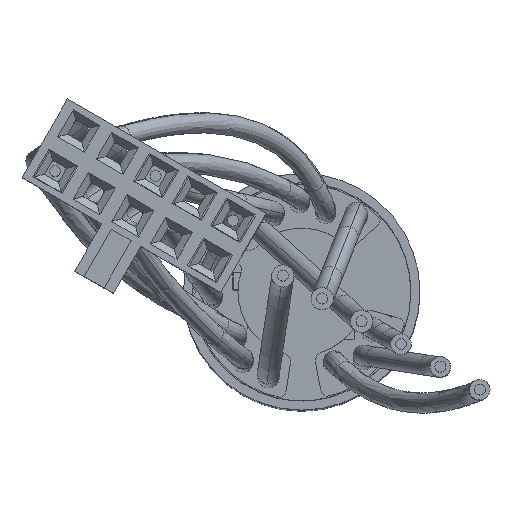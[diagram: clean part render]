
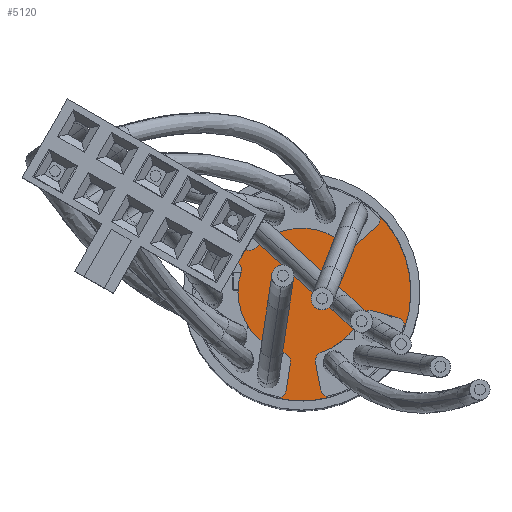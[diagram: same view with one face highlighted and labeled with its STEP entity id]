
A CAD part, top view. The second image highlights one B-rep face of the part: STEP entity #5120.
In plain terms, the highlighted planar face has unit normal (0, 0, 1).
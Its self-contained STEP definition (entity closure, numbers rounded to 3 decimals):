
#4488=CARTESIAN_POINT('',(0.,0.,45.45));
#4489=DIRECTION('',(0.,0.,1.));
#4490=DIRECTION('',(-0.246,-0.969,0.));
#4491=AXIS2_PLACEMENT_3D('',#4488,#4489,#4490);
#4531=CARTESIAN_POINT('',(1.536,-5.281,45.45));
#4532=DIRECTION('',(0.,0.,-1.));
#4533=DIRECTION('',(0.279,-0.96,0.));
#4534=AXIS2_PLACEMENT_3D('',#4531,#4532,#4533);
#4541=DIRECTION('',(0.156,0.988,0.));
#4542=VECTOR('',#4541,1.509);
#4543=CARTESIAN_POINT('',(-0.857,-5.41,45.45));
#4544=LINE('',#4543,#4542);
#4545=CARTESIAN_POINT('',(-5.175,1.862,45.45));
#4546=DIRECTION('',(0.,0.,1.));
#4547=DIRECTION('',(0.423,0.906,0.));
#4548=AXIS2_PLACEMENT_3D('',#4545,#4546,#4547);
#4550=CARTESIAN_POINT('',(0.,0.,45.45));
#4551=DIRECTION('',(0.,0.,1.));
#4552=DIRECTION('',(-0.741,0.672,0.));
#4553=AXIS2_PLACEMENT_3D('',#4550,#4551,#4552);
#4555=CARTESIAN_POINT('',(3.806,3.971,45.45));
#4556=DIRECTION('',(0.,0.,1.));
#4557=DIRECTION('',(0.656,-0.755,0.));
#4558=AXIS2_PLACEMENT_3D('',#4555,#4556,#4557);
#4560=CARTESIAN_POINT('',(0.,0.,45.45));
#4561=DIRECTION('',(0.,0.,1.));
#4562=DIRECTION('',(0.938,-0.346,0.));
#4563=AXIS2_PLACEMENT_3D('',#4560,#4561,#4562);
#4565=CARTESIAN_POINT('',(3.704,-1.51,45.45));
#4566=DIRECTION('',(0.,0.,1.));
#4567=DIRECTION('',(0.259,0.966,0.));
#4568=AXIS2_PLACEMENT_3D('',#4565,#4566,#4567);
#4570=CARTESIAN_POINT('',(1.248,-3.8,45.45));
#4571=DIRECTION('',(0.,0.,1.));
#4572=DIRECTION('',(-0.312,0.95,0.));
#4573=AXIS2_PLACEMENT_3D('',#4570,#4571,#4572);
#4575=CARTESIAN_POINT('',(-1.351,-5.332,45.45));
#4576=DIRECTION('',(0.,0.,1.));
#4577=DIRECTION('',(-0.246,-0.969,0.));
#4578=AXIS2_PLACEMENT_3D('',#4575,#4576,#4577);
#4580=CARTESIAN_POINT('',(-1.115,-3.842,45.45));
#4581=DIRECTION('',(0.,0.,-1.));
#4582=DIRECTION('',(0.279,0.96,0.));
#4583=AXIS2_PLACEMENT_3D('',#4580,#4581,#4582);
#4678=DIRECTION('',(0.755,0.656,0.));
#4679=VECTOR('',#4678,1.509);
#4680=CARTESIAN_POINT('',(2.995,2.604,45.45));
#4681=LINE('',#4680,#4679);
#4690=CARTESIAN_POINT('',(2.667,2.981,45.45));
#4691=DIRECTION('',(0.,0.,-1.));
#4692=DIRECTION('',(0.656,-0.755,0.));
#4693=AXIS2_PLACEMENT_3D('',#4690,#4691,#4692);
#4700=CARTESIAN_POINT('',(0.,0.,45.45));
#4701=DIRECTION('',(0.,0.,1.));
#4702=DIRECTION('',(0.667,0.745,0.));
#4703=AXIS2_PLACEMENT_3D('',#4700,#4701,#4702);
#4713=CARTESIAN_POINT('',(-2.869,2.788,45.45));
#4714=DIRECTION('',(0.,0.,-1.));
#4715=DIRECTION('',(0.717,-0.697,0.));
#4716=AXIS2_PLACEMENT_3D('',#4713,#4714,#4715);
#4723=DIRECTION('',(0.799,-0.602,0.));
#4724=VECTOR('',#4723,1.509);
#4725=CARTESIAN_POINT('',(-4.374,3.296,45.45));
#4726=LINE('',#4725,#4724);
#4735=CARTESIAN_POINT('',(-4.073,3.696,45.45));
#4736=DIRECTION('',(0.,0.,-1.));
#4737=DIRECTION('',(-0.602,-0.799,0.));
#4738=AXIS2_PLACEMENT_3D('',#4735,#4736,#4737);
#4745=DIRECTION('',(-0.906,0.423,0.));
#4746=VECTOR('',#4745,1.509);
#4747=CARTESIAN_POINT('',(-3.597,1.677,45.45));
#4748=LINE('',#4747,#4746);
#4757=CARTESIAN_POINT('',(-3.808,1.224,45.45));
#4758=DIRECTION('',(0.,0.,-1.));
#4759=DIRECTION('',(0.423,0.906,0.));
#4760=AXIS2_PLACEMENT_3D('',#4757,#4758,#4759);
#4767=CARTESIAN_POINT('',(0.,0.,45.45));
#4768=DIRECTION('',(0.,0.,1.));
#4769=DIRECTION('',(-0.952,0.306,0.));
#4770=AXIS2_PLACEMENT_3D('',#4767,#4768,#4769);
#4780=DIRECTION('',(0.191,-0.982,0.));
#4781=VECTOR('',#4780,1.509);
#4782=CARTESIAN_POINT('',(0.757,-3.896,45.45));
#4783=LINE('',#4782,#4781);
#4792=CARTESIAN_POINT('',(0.,0.,45.45));
#4793=DIRECTION('',(0.,0.,1.));
#4794=DIRECTION('',(0.312,-0.95,0.));
#4795=AXIS2_PLACEMENT_3D('',#4792,#4793,#4794);
#4805=DIRECTION('',(-0.966,0.259,0.));
#4806=VECTOR('',#4805,1.509);
#4807=CARTESIAN_POINT('',(5.291,-1.418,45.45));
#4808=LINE('',#4807,#4806);
#4817=CARTESIAN_POINT('',(5.161,-1.901,45.45));
#4818=DIRECTION('',(0.,0.,-1.));
#4819=DIRECTION('',(0.259,0.966,0.));
#4820=AXIS2_PLACEMENT_3D('',#4817,#4818,#4819);
#4891=CARTESIAN_POINT('',(-0.857,-5.41,45.45));
#4892=CARTESIAN_POINT('',(-0.621,-3.92,45.45));
#4893=VERTEX_POINT('',#4891);
#4894=VERTEX_POINT('',#4892);
#4895=CARTESIAN_POINT('',(-3.332,1.071,45.45));
#4896=CARTESIAN_POINT('',(-0.975,-3.361,45.45));
#4897=VERTEX_POINT('',#4895);
#4898=VERTEX_POINT('',#4896);
#4899=CARTESIAN_POINT('',(-3.597,1.677,45.45));
#4900=CARTESIAN_POINT('',(-4.964,2.315,45.45));
#4901=VERTEX_POINT('',#4899);
#4902=VERTEX_POINT('',#4900);
#4903=CARTESIAN_POINT('',(0.757,-3.896,45.45));
#4904=CARTESIAN_POINT('',(1.045,-5.377,45.45));
#4905=VERTEX_POINT('',#4903);
#4906=VERTEX_POINT('',#4904);
#4907=CARTESIAN_POINT('',(5.291,-1.418,45.45));
#4908=CARTESIAN_POINT('',(3.833,-1.027,45.45));
#4909=VERTEX_POINT('',#4907);
#4910=VERTEX_POINT('',#4908);
#4911=CARTESIAN_POINT('',(1.092,-3.325,45.45));
#4912=CARTESIAN_POINT('',(3.241,-1.321,45.45));
#4913=VERTEX_POINT('',#4911);
#4914=VERTEX_POINT('',#4912);
#4915=CARTESIAN_POINT('',(2.995,2.604,45.45));
#4916=CARTESIAN_POINT('',(4.134,3.593,45.45));
#4917=VERTEX_POINT('',#4915);
#4918=VERTEX_POINT('',#4916);
#4919=CARTESIAN_POINT('',(-4.374,3.296,45.45));
#4920=CARTESIAN_POINT('',(-3.169,2.388,45.45));
#4921=VERTEX_POINT('',#4919);
#4922=VERTEX_POINT('',#4920);
#4923=CARTESIAN_POINT('',(2.334,2.608,45.45));
#4924=CARTESIAN_POINT('',(-2.51,2.439,45.45));
#4925=VERTEX_POINT('',#4923);
#4926=VERTEX_POINT('',#4924);
#4927=CARTESIAN_POINT('',(-1.473,-5.816,45.45));
#4928=VERTEX_POINT('',#4927);
#4929=CARTESIAN_POINT('',(1.676,-5.761,45.45));
#4930=VERTEX_POINT('',#4929);
#4933=CARTESIAN_POINT('',(5.63,-2.073,45.45));
#4934=VERTEX_POINT('',#4933);
#4937=CARTESIAN_POINT('',(-5.646,2.031,45.45));
#4938=VERTEX_POINT('',#4937);
#4939=CARTESIAN_POINT('',(-4.444,4.032,45.45));
#4940=VERTEX_POINT('',#4939);
#4941=CARTESIAN_POINT('',(4.152,4.332,45.45));
#4942=VERTEX_POINT('',#4941);
#5069=CARTESIAN_POINT('',(0.,0.,45.45));
#5070=DIRECTION('',(0.,0.,1.));
#5071=DIRECTION('',(0.,1.,0.));
#5072=AXIS2_PLACEMENT_3D('',#5069,#5070,#5071);
#5073=PLANE('',#5072);
#5075=ORIENTED_EDGE('',*,*,#5074,.T.);
#5077=ORIENTED_EDGE('',*,*,#5076,.F.);
#5079=ORIENTED_EDGE('',*,*,#5078,.F.);
#5081=ORIENTED_EDGE('',*,*,#5080,.F.);
#5083=ORIENTED_EDGE('',*,*,#5082,.T.);
#5085=ORIENTED_EDGE('',*,*,#5084,.T.);
#5086=ORIENTED_EDGE('',*,*,#5021,.F.);
#5088=ORIENTED_EDGE('',*,*,#5087,.F.);
#5090=ORIENTED_EDGE('',*,*,#5089,.T.);
#5092=ORIENTED_EDGE('',*,*,#5091,.F.);
#5094=ORIENTED_EDGE('',*,*,#5093,.F.);
#5096=ORIENTED_EDGE('',*,*,#5095,.F.);
#5098=ORIENTED_EDGE('',*,*,#5097,.T.);
#5100=ORIENTED_EDGE('',*,*,#5099,.T.);
#5101=ORIENTED_EDGE('',*,*,#4997,.F.);
#5103=ORIENTED_EDGE('',*,*,#5102,.F.);
#5105=ORIENTED_EDGE('',*,*,#5104,.T.);
#5107=ORIENTED_EDGE('',*,*,#5106,.T.);
#5109=ORIENTED_EDGE('',*,*,#5108,.F.);
#5111=ORIENTED_EDGE('',*,*,#5110,.T.);
#5113=ORIENTED_EDGE('',*,*,#5112,.T.);
#5114=ORIENTED_EDGE('',*,*,#5059,.F.);
#5115=ORIENTED_EDGE('',*,*,#5013,.F.);
#5117=ORIENTED_EDGE('',*,*,#5116,.T.);
#5118=EDGE_LOOP('',(#5075,#5077,#5079,#5081,#5083,#5085,#5086,#5088,#5090,#5092,
#5094,#5096,#5098,#5100,#5101,#5103,#5105,#5107,#5109,#5111,#5113,#5114,#5115,
#5117));
#5119=FACE_OUTER_BOUND('',#5118,.F.);
#5120=ADVANCED_FACE('',(#5119),#5073,.T.);
#4492=CIRCLE('',#4491,6.);
#4535=CIRCLE('',#4534,0.5);
#4549=CIRCLE('',#4548,0.5);
#4554=CIRCLE('',#4553,6.);
#4559=CIRCLE('',#4558,0.5);
#4564=CIRCLE('',#4563,6.);
#4569=CIRCLE('',#4568,0.5);
#4574=CIRCLE('',#4573,0.5);
#4579=CIRCLE('',#4578,0.5);
#4584=CIRCLE('',#4583,0.5);
#4694=CIRCLE('',#4693,0.5);
#4704=CIRCLE('',#4703,3.5);
#4717=CIRCLE('',#4716,0.5);
#4739=CIRCLE('',#4738,0.5);
#4761=CIRCLE('',#4760,0.5);
#4771=CIRCLE('',#4770,3.5);
#4796=CIRCLE('',#4795,3.5);
#4821=CIRCLE('',#4820,0.5);
#4997=EDGE_CURVE('',#4934,#4942,#4564,.T.);
#5013=EDGE_CURVE('',#4928,#4930,#4492,.T.);
#5021=EDGE_CURVE('',#4940,#4938,#4554,.T.);
#5059=EDGE_CURVE('',#4930,#4906,#4535,.T.);
#5074=EDGE_CURVE('',#4893,#4894,#4544,.T.);
#5076=EDGE_CURVE('',#4898,#4894,#4584,.T.);
#5078=EDGE_CURVE('',#4897,#4898,#4771,.T.);
#5080=EDGE_CURVE('',#4901,#4897,#4761,.T.);
#5082=EDGE_CURVE('',#4901,#4902,#4748,.T.);
#5084=EDGE_CURVE('',#4902,#4938,#4549,.T.);
#5087=EDGE_CURVE('',#4921,#4940,#4739,.T.);
#5089=EDGE_CURVE('',#4921,#4922,#4726,.T.);
#5091=EDGE_CURVE('',#4926,#4922,#4717,.T.);
#5093=EDGE_CURVE('',#4925,#4926,#4704,.T.);
#5095=EDGE_CURVE('',#4917,#4925,#4694,.T.);
#5097=EDGE_CURVE('',#4917,#4918,#4681,.T.);
#5099=EDGE_CURVE('',#4918,#4942,#4559,.T.);
#5102=EDGE_CURVE('',#4909,#4934,#4821,.T.);
#5104=EDGE_CURVE('',#4909,#4910,#4808,.T.);
#5106=EDGE_CURVE('',#4910,#4914,#4569,.T.);
#5108=EDGE_CURVE('',#4913,#4914,#4796,.T.);
#5110=EDGE_CURVE('',#4913,#4905,#4574,.T.);
#5112=EDGE_CURVE('',#4905,#4906,#4783,.T.);
#5116=EDGE_CURVE('',#4928,#4893,#4579,.T.);
